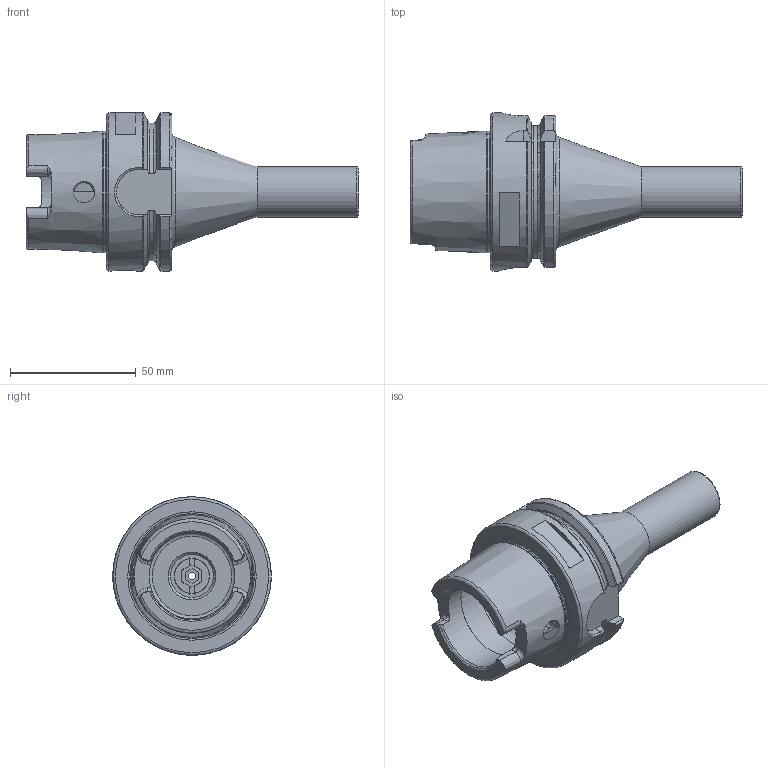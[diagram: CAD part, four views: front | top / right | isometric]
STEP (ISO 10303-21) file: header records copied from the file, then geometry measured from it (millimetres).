
FILE_DESCRIPTION(/* description */ (''),/* implementation_level */ '2;1');
FILE_NAME(/* name */ 'HSK063A-MX08-100.stp',/* time_stamp */ '2019-07-15T16:17:04-05:00',/* author */ ('ldfli'),/* organization */ (''),/* preprocessor_version */ 'ST-DEVELOPER v18',/* originating_system */ 'Autodesk Inventor LT',/* authorisation */ '');
FILE_SCHEMA (('AUTOMOTIVE_DESIGN { 1 0 10303 214 3 1 1 }'));
Length unit declared in the file: millimetre
Products named in the file (1): HSK063A-MX08-100
Bounding box: 132 x 63 x 63 mm (x, y, z)
Volume: 114734.4 mm3; surface area: 32553.2 mm2
Topology: 3 solids, 3 shells, 173 faces, 498 edges, 343 vertices
Faces by surface type: plane 75, cylinder 33, cone 26, torus 26, bspline 13
Full cylindrical faces by diameter (mm): 3 x1, 7.5 x2, 8 x1, 8.5 x1, 10 x2, 12 x1, 13 x2, 14 x2, 15.875 x1, 17 x1, 19 x1, 20 x1, 34 x2, 40 x1, 48.241 x1, 63 x1
Entity records: 7254 total; most frequent: CARTESIAN_POINT 2746, ORIENTED_EDGE 1000, DIRECTION 884, EDGE_CURVE 500, AXIS2_PLACEMENT_3D 357, VERTEX_POINT 345, CIRCLE 197, EDGE_LOOP 193
